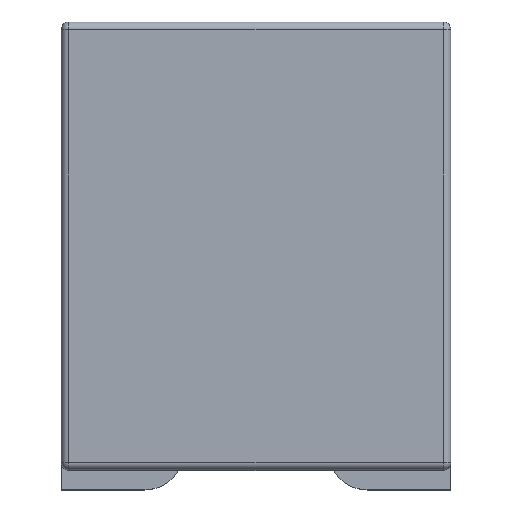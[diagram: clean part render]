
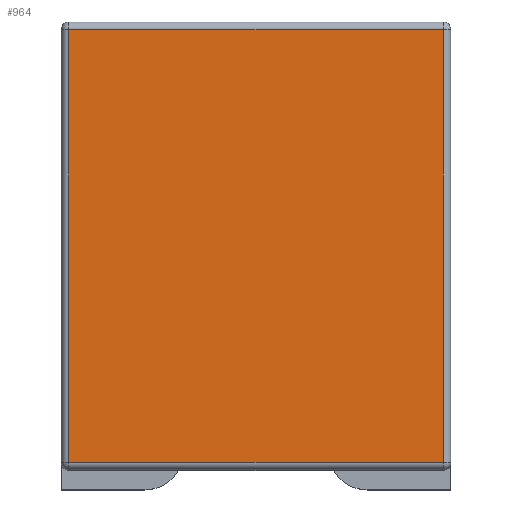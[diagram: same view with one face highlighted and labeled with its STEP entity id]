
A CAD part, top view. The second image highlights one B-rep face of the part: STEP entity #964.
In plain terms, the highlighted planar face has unit normal (0, 0, 1).
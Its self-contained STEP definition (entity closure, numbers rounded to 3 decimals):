
#36 = VERTEX_POINT ( 'NONE', #248 ) ;
#37 = LINE ( 'NONE', #439, #515 ) ;
#121 = DIRECTION ( 'NONE',  ( 0., -1., 0. ) ) ;
#160 = CARTESIAN_POINT ( 'NONE',  ( -4.8, 0.7, 3. ) ) ;
#168 = ORIENTED_EDGE ( 'NONE', *, *, #433, .T. ) ;
#171 = DIRECTION ( 'NONE',  ( -1., 0., 0. ) ) ;
#248 = CARTESIAN_POINT ( 'NONE',  ( -4.8, 11.8, 3. ) ) ;
#334 = AXIS2_PLACEMENT_3D ( 'NONE', #401, #816, #1232 ) ;
#375 = CARTESIAN_POINT ( 'NONE',  ( 5., 0.7, 3. ) ) ;
#401 = CARTESIAN_POINT ( 'NONE',  ( 0., 0., 3. ) ) ;
#433 = EDGE_CURVE ( 'NONE', #36, #1320, #631, .T. ) ;
#439 = CARTESIAN_POINT ( 'NONE',  ( 4.8, 12., 3. ) ) ;
#515 = VECTOR ( 'NONE', #857, 1000. ) ;
#527 = ORIENTED_EDGE ( 'NONE', *, *, #915, .T. ) ;
#552 = EDGE_CURVE ( 'NONE', #1320, #1061, #1303, .T. ) ;
#566 = ORIENTED_EDGE ( 'NONE', *, *, #552, .T. ) ;
#626 = CARTESIAN_POINT ( 'NONE',  ( 4.8, 0.7, 3. ) ) ;
#631 = LINE ( 'NONE', #1042, #1316 ) ;
#641 = ORIENTED_EDGE ( 'NONE', *, *, #1159, .T. ) ;
#684 = LINE ( 'NONE', #1095, #1108 ) ;
#712 = EDGE_LOOP ( 'NONE', ( #641, #527, #168, #566 ) ) ;
#783 = VECTOR ( 'NONE', #788, 1000. ) ;
#788 = DIRECTION ( 'NONE',  ( 1., 0., 0. ) ) ;
#816 = DIRECTION ( 'NONE',  ( 0., 0., 1. ) ) ;
#857 = DIRECTION ( 'NONE',  ( 0., 1., 0. ) ) ;
#878 = VERTEX_POINT ( 'NONE', #1089 ) ;
#915 = EDGE_CURVE ( 'NONE', #878, #36, #684, .T. ) ;
#918 = FACE_OUTER_BOUND ( 'NONE', #712, .T. ) ;
#964 = ADVANCED_FACE ( 'NONE', ( #918 ), #1336, .T. ) ;
#1042 = CARTESIAN_POINT ( 'NONE',  ( -4.8, 0.5, 3. ) ) ;
#1061 = VERTEX_POINT ( 'NONE', #626 ) ;
#1089 = CARTESIAN_POINT ( 'NONE',  ( 4.8, 11.8, 3. ) ) ;
#1095 = CARTESIAN_POINT ( 'NONE',  ( -5., 11.8, 3. ) ) ;
#1108 = VECTOR ( 'NONE', #171, 1000. ) ;
#1159 = EDGE_CURVE ( 'NONE', #1061, #878, #37, .T. ) ;
#1232 = DIRECTION ( 'NONE',  ( 1., 0., 0. ) ) ;
#1303 = LINE ( 'NONE', #375, #783 ) ;
#1316 = VECTOR ( 'NONE', #121, 1000. ) ;
#1320 = VERTEX_POINT ( 'NONE', #160 ) ;
#1336 = PLANE ( 'NONE',  #334 ) ;
